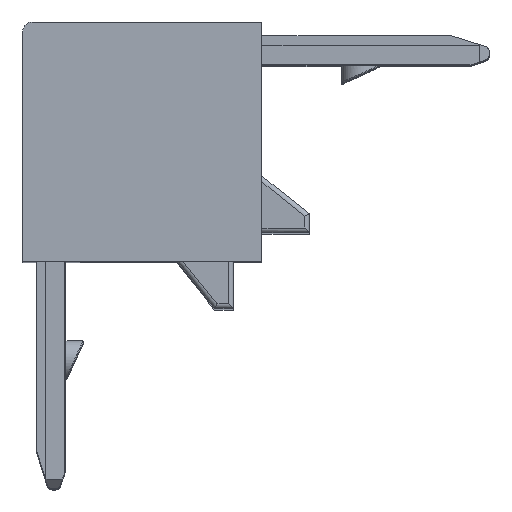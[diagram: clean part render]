
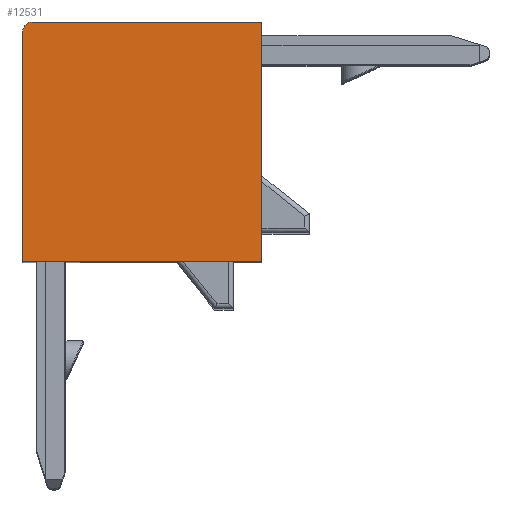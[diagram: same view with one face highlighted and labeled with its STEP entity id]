
A CAD part, top view. The second image highlights one B-rep face of the part: STEP entity #12531.
In plain terms, the highlighted planar face has unit normal (0, 0, 1).
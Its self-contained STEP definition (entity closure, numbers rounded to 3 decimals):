
#388=CARTESIAN_POINT('',(25.25,25.25,96.));
#389=VERTEX_POINT('',#388);
#396=CARTESIAN_POINT('',(25.25,0.0,96.));
#397=VERTEX_POINT('',#396);
#398=CARTESIAN_POINT('',(25.25,25.25,96.));
#399=DIRECTION('',(0.0,-1.0,0.0));
#400=VECTOR('',#399,25.25);
#401=LINE('',#398,#400);
#402=EDGE_CURVE('',#389,#397,#401,.T.);
#2740=CARTESIAN_POINT('',(0.0,0.0,96.));
#2741=VERTEX_POINT('',#2740);
#2742=CARTESIAN_POINT('',(25.25,0.0,96.));
#2743=DIRECTION('',(-1.0,0.0,0.0));
#2744=VECTOR('',#2743,25.25);
#2745=LINE('',#2742,#2744);
#2746=EDGE_CURVE('',#397,#2741,#2745,.T.);
#12413=CARTESIAN_POINT('',(0.0,24.25,96.));
#12414=VERTEX_POINT('',#12413);
#12415=CARTESIAN_POINT('',(1.,25.25,96.));
#12416=VERTEX_POINT('',#12415);
#12417=CARTESIAN_POINT('',(1.0,24.25,96.));
#12418=DIRECTION('',(0.0,0.0,-1.));
#12419=DIRECTION('',(-0.707,0.707,0.0));
#12420=AXIS2_PLACEMENT_3D('',#12417,#12418,#12419);
#12421=CIRCLE('',#12420,1.);
#12422=EDGE_CURVE('',#12414,#12416,#12421,.T.);
#12479=CARTESIAN_POINT('',(1.0,25.25,96.));
#12480=DIRECTION('',(1.0,0.0,0.0));
#12481=VECTOR('',#12480,24.25);
#12482=LINE('',#12479,#12481);
#12483=EDGE_CURVE('',#12416,#389,#12482,.T.);
#12510=CARTESIAN_POINT('',(0.0,0.0,96.));
#12511=DIRECTION('',(0.0,1.0,0.0));
#12512=VECTOR('',#12511,24.25);
#12513=LINE('',#12510,#12512);
#12514=EDGE_CURVE('',#2741,#12414,#12513,.T.);
#12519=CARTESIAN_POINT('',(12.625,12.625,96.));
#12520=DIRECTION('',(0.0,0.0,1.0));
#12521=DIRECTION('',(1.0,0.0,0.0));
#12522=AXIS2_PLACEMENT_3D('',#12519,#12520,#12521);
#12523=PLANE('',#12522);
#12524=ORIENTED_EDGE('',*,*,#12422,.F.);
#12525=ORIENTED_EDGE('',*,*,#12514,.F.);
#12526=ORIENTED_EDGE('',*,*,#2746,.F.);
#12527=ORIENTED_EDGE('',*,*,#402,.F.);
#12528=ORIENTED_EDGE('',*,*,#12483,.F.);
#12529=EDGE_LOOP('',(#12524,#12525,#12526,#12527,#12528));
#12530=FACE_OUTER_BOUND('',#12529,.T.);
#12531=ADVANCED_FACE('',(#12530),#12523,.T.);
